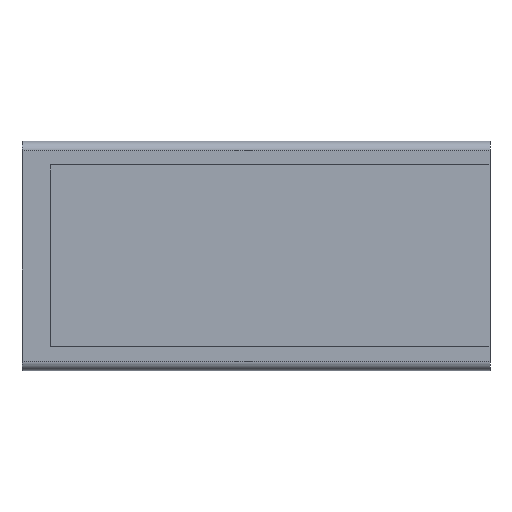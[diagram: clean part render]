
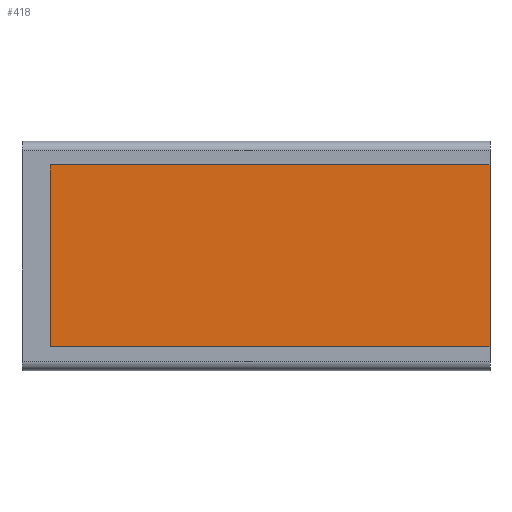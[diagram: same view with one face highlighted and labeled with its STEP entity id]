
A CAD part, top view. The second image highlights one B-rep face of the part: STEP entity #418.
In plain terms, the highlighted planar face has unit normal (0, 0, 1).
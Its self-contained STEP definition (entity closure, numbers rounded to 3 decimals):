
#34=FACE_OUTER_BOUND('',#58,.T.);
#58=EDGE_LOOP('',(#292,#293,#294,#295));
#85=LINE('',#619,#137);
#87=LINE('',#623,#139);
#88=LINE('',#625,#140);
#89=LINE('',#626,#141);
#137=VECTOR('',#498,10.);
#139=VECTOR('',#502,10.);
#140=VECTOR('',#503,10.);
#141=VECTOR('',#504,10.);
#188=VERTEX_POINT('',#616);
#189=VERTEX_POINT('',#618);
#190=VERTEX_POINT('',#622);
#191=VERTEX_POINT('',#624);
#229=EDGE_CURVE('',#189,#188,#85,.T.);
#231=EDGE_CURVE('',#190,#188,#87,.T.);
#232=EDGE_CURVE('',#191,#190,#88,.T.);
#233=EDGE_CURVE('',#189,#191,#89,.T.);
#292=ORIENTED_EDGE('',*,*,#231,.F.);
#293=ORIENTED_EDGE('',*,*,#232,.F.);
#294=ORIENTED_EDGE('',*,*,#233,.F.);
#295=ORIENTED_EDGE('',*,*,#229,.T.);
#398=PLANE('',#457);
#418=ADVANCED_FACE('',(#34),#398,.T.);
#457=AXIS2_PLACEMENT_3D('',#621,#500,#501);
#498=DIRECTION('',(0.,1.,0.));
#500=DIRECTION('center_axis',(0.,0.,1.));
#501=DIRECTION('ref_axis',(1.,0.,0.));
#502=DIRECTION('',(1.,0.,0.));
#503=DIRECTION('',(0.,1.,0.));
#504=DIRECTION('',(-1.,0.,0.));
#616=CARTESIAN_POINT('',(99.,43.5,5.5));
#618=CARTESIAN_POINT('',(99.,5.,5.5));
#619=CARTESIAN_POINT('',(99.,0.,5.5));
#621=CARTESIAN_POINT('Origin',(49.5,24.25,5.5));
#622=CARTESIAN_POINT('',(6.,43.5,5.5));
#623=CARTESIAN_POINT('',(27.75,43.5,5.5));
#624=CARTESIAN_POINT('',(6.,5.,5.5));
#625=CARTESIAN_POINT('',(6.,14.625,5.5));
#626=CARTESIAN_POINT('',(74.25,5.,5.5));
